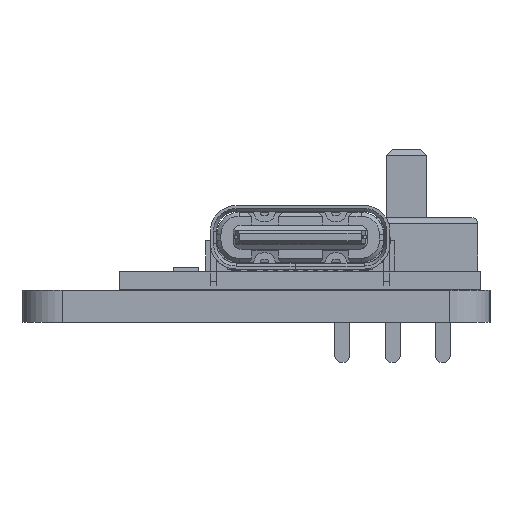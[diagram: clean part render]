
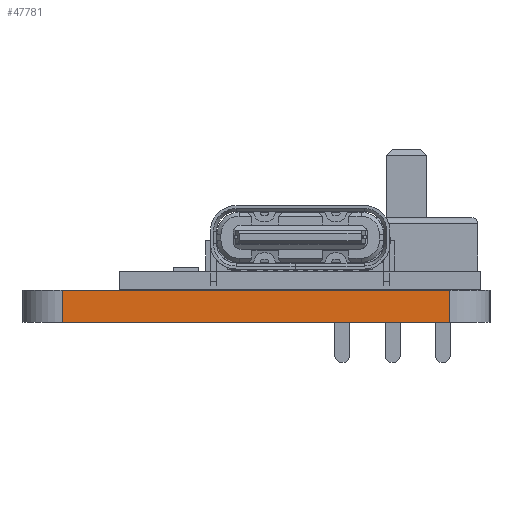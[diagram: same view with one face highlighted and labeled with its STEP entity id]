
A CAD part, left-side view. The second image highlights one B-rep face of the part: STEP entity #47781.
In plain terms, the highlighted planar face has unit normal (-1, 0, 0).
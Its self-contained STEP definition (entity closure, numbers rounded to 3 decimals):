
#46000 = VERTEX_POINT('',#46001);
#46001 = CARTESIAN_POINT('',(108.305,-81.82,0.));
#46008 = EDGE_CURVE('',#46009,#46000,#46011,.T.);
#46009 = VERTEX_POINT('',#46010);
#46010 = CARTESIAN_POINT('',(108.305,-101.12,0.));
#46011 = LINE('',#46012,#46013);
#46012 = CARTESIAN_POINT('',(108.305,-101.12,0.));
#46013 = VECTOR('',#46014,1.);
#46014 = DIRECTION('',(0.,1.,0.));
#46877 = VERTEX_POINT('',#46878);
#46878 = CARTESIAN_POINT('',(108.305,-81.82,1.6));
#46885 = EDGE_CURVE('',#46886,#46877,#46888,.T.);
#46886 = VERTEX_POINT('',#46887);
#46887 = CARTESIAN_POINT('',(108.305,-101.12,1.6));
#46888 = LINE('',#46889,#46890);
#46889 = CARTESIAN_POINT('',(108.305,-101.12,1.6));
#46890 = VECTOR('',#46891,1.);
#46891 = DIRECTION('',(0.,1.,0.));
#47751 = EDGE_CURVE('',#46000,#46877,#47752,.T.);
#47752 = LINE('',#47753,#47754);
#47753 = CARTESIAN_POINT('',(108.305,-81.82,0.));
#47754 = VECTOR('',#47755,1.);
#47755 = DIRECTION('',(0.,0.,1.));
#47781 = ADVANCED_FACE('',(#47782),#47793,.T.);
#47782 = FACE_BOUND('',#47783,.T.);
#47783 = EDGE_LOOP('',(#47784,#47790,#47791,#47792));
#47784 = ORIENTED_EDGE('',*,*,#47785,.T.);
#47785 = EDGE_CURVE('',#46009,#46886,#47786,.T.);
#47786 = LINE('',#47787,#47788);
#47787 = CARTESIAN_POINT('',(108.305,-101.12,0.));
#47788 = VECTOR('',#47789,1.);
#47789 = DIRECTION('',(0.,0.,1.));
#47790 = ORIENTED_EDGE('',*,*,#46885,.T.);
#47791 = ORIENTED_EDGE('',*,*,#47751,.F.);
#47792 = ORIENTED_EDGE('',*,*,#46008,.F.);
#47793 = PLANE('',#47794);
#47794 = AXIS2_PLACEMENT_3D('',#47795,#47796,#47797);
#47795 = CARTESIAN_POINT('',(108.305,-101.12,0.));
#47796 = DIRECTION('',(-1.,0.,0.));
#47797 = DIRECTION('',(0.,1.,0.));
